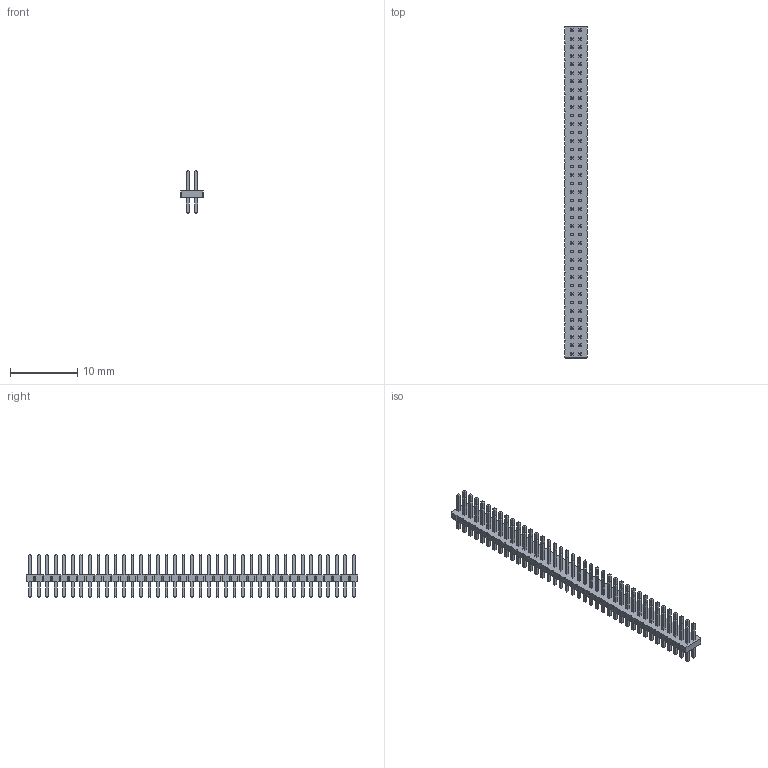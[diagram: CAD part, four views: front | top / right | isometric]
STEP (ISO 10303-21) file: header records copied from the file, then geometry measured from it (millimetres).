
FILE_DESCRIPTION(/* description */ ('model of Pin_Header_Straight_2x39_Pitch1.27mm'),/* implementation_level */ '2;1');
FILE_NAME(/* name */ 'Pin_Header_Straight_2x39_Pitch1.27mm.step',/* time_stamp */ '2017-06-29T10:21:40',/* author */ ('kicad StepUp','ksu'),/* organization */ ('FreeCAD'),/* preprocessor_version */ 'OCC',/* originating_system */ 'kicad StepUp',/* authorisation */ '');
FILE_SCHEMA(('AUTOMOTIVE_DESIGN_CC2 { 1 2 10303 214 -1 1 5 4 }'));
Length unit declared in the file: millimetre
Products named in the file (1): Pin_Header_Straight_2x39_Pitch127mm
Bounding box: 3.4 x 49.53 x 6.3 mm (x, y, z)
Volume: 232.2 mm3; surface area: 1092.1 mm2
Topology: 1 solids, 1 shells, 1642 faces, 3828 edges, 2344 vertices
Faces by surface type: plane 1642
Entity records: 56447 total; most frequent: CARTESIAN_POINT 7815, ORIENTED_EDGE 7656, DIRECTION 7114, EDGE_CURVE 3828, LINE 3828, VECTOR 3828, VERTEX_POINT 2344, FACE_BOUND 1798
